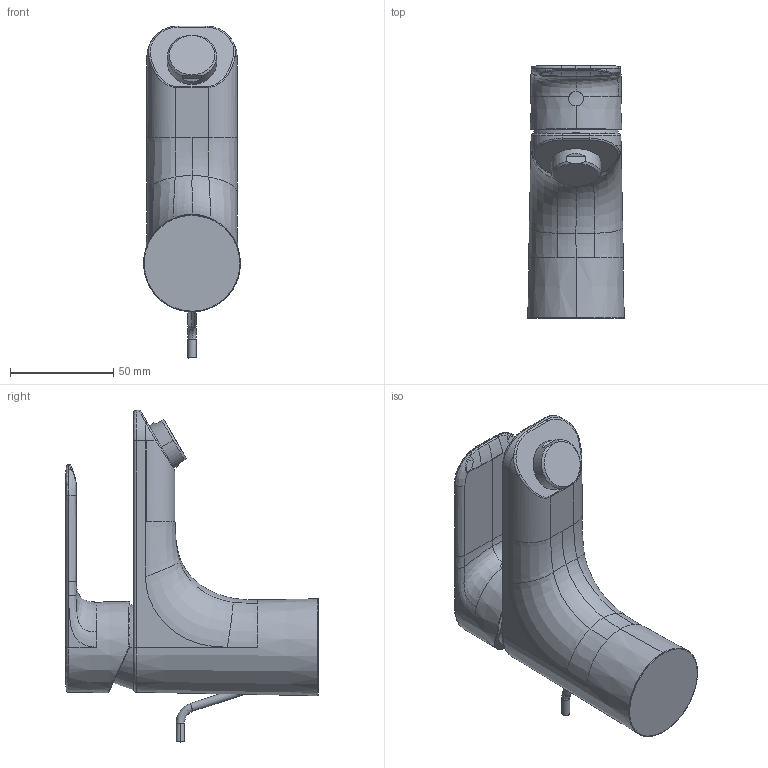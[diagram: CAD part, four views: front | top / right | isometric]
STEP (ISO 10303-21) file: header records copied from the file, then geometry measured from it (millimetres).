
FILE_DESCRIPTION (( 'STEP AP203' ), '1' );
FILE_NAME ('55402203(2022).STEP', '2022-10-14T05:17:10', ( '' ), ( '' ), 'SwSTEP 2.0', 'SolidWorks 2016', '' );
FILE_SCHEMA (( 'CONFIG_CONTROL_DESIGN' ));
Length unit declared in the file: millimetre
Products named in the file (1): 55402203(2022)
Bounding box: 46.99 x 122.44 x 160.9 mm (x, y, z)
Volume: 285898.6 mm3; surface area: 40637.4 mm2
Topology: 1 solids, 10 shells, 249 faces, 596 edges, 372 vertices
Faces by surface type: bspline 120, plane 94, cylinder 19, cone 14, torus 2
Entity records: 15520 total; most frequent: CARTESIAN_POINT 10645, ORIENTED_EDGE 1192, DIRECTION 701, EDGE_CURVE 596, VERTEX_POINT 372, EDGE_LOOP 254, FACE_OUTER_BOUND 249, ADVANCED_FACE 249
